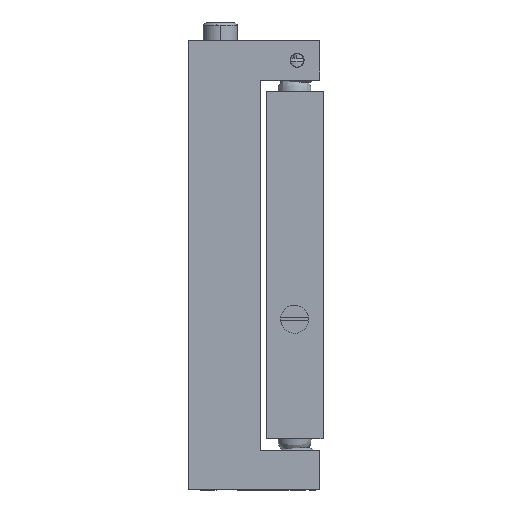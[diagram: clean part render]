
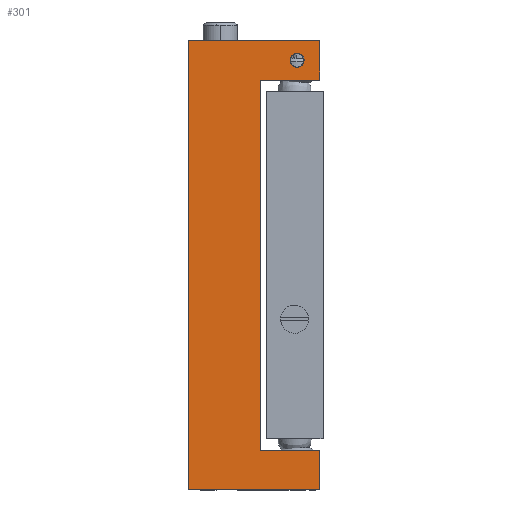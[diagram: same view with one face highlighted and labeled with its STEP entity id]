
A CAD part, left-side view. The second image highlights one B-rep face of the part: STEP entity #301.
In plain terms, the highlighted planar face has unit normal (-1, 0, 0).
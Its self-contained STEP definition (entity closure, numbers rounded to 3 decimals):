
#107=FACE_BOUND('',#1184,.T.);
#301=ADVANCED_FACE('',(#729,#107),#6651,.T.);
#729=FACE_OUTER_BOUND('',#1183,.T.);
#1183=EDGE_LOOP('',(#2358,#2359,#2360,#2361,#2362,#2363,#2364,#2365));
#1184=EDGE_LOOP('',(#2366,#2367,#2368));
#2358=ORIENTED_EDGE('',*,*,#4048,.F.);
#2359=ORIENTED_EDGE('',*,*,#4095,.F.);
#2360=ORIENTED_EDGE('',*,*,#4101,.F.);
#2361=ORIENTED_EDGE('',*,*,#4123,.F.);
#2362=ORIENTED_EDGE('',*,*,#4031,.F.);
#2363=ORIENTED_EDGE('',*,*,#4127,.T.);
#2364=ORIENTED_EDGE('',*,*,#4092,.F.);
#2365=ORIENTED_EDGE('',*,*,#4086,.F.);
#2366=ORIENTED_EDGE('',*,*,#4059,.F.);
#2367=ORIENTED_EDGE('',*,*,#4070,.F.);
#2368=ORIENTED_EDGE('',*,*,#4060,.F.);
#4031=EDGE_CURVE('',#6121,#6122,#4901,.T.);
#4048=EDGE_CURVE('',#6131,#6132,#4909,.T.);
#4059=EDGE_CURVE('',#6138,#6139,#5287,.T.);
#4060=EDGE_CURVE('',#6139,#6140,#5288,.T.);
#4070=EDGE_CURVE('',#6140,#6138,#5293,.T.);
#4086=EDGE_CURVE('',#6132,#6157,#4921,.T.);
#4092=EDGE_CURVE('',#6157,#6159,#4926,.T.);
#4095=EDGE_CURVE('',#6162,#6131,#4929,.T.);
#4101=EDGE_CURVE('',#6164,#6162,#4931,.T.);
#4123=EDGE_CURVE('',#6122,#6164,#4943,.T.);
#4127=EDGE_CURVE('',#6121,#6159,#4944,.T.);
#4901=B_SPLINE_CURVE_WITH_KNOTS('',1,(#10219,#10220),.UNSPECIFIED.,.F.,
 .F.,(2,2),(0.,79.),.UNSPECIFIED.);
#4909=B_SPLINE_CURVE_WITH_KNOTS('',1,(#10272,#10273),.UNSPECIFIED.,.F.,
 .F.,(2,2),(-65.,0.),.UNSPECIFIED.);
#4921=B_SPLINE_CURVE_WITH_KNOTS('',1,(#10407,#10408),.UNSPECIFIED.,.F.,
 .F.,(2,2),(0.,10.5),.UNSPECIFIED.);
#4926=B_SPLINE_CURVE_WITH_KNOTS('',1,(#10422,#10423),.UNSPECIFIED.,.F.,
 .F.,(2,2),(0.,7.),.UNSPECIFIED.);
#4929=B_SPLINE_CURVE_WITH_KNOTS('',1,(#10428,#10429),.UNSPECIFIED.,.F.,
 .F.,(2,2),(-10.5,0.),.UNSPECIFIED.);
#4931=B_SPLINE_CURVE_WITH_KNOTS('',1,(#10444,#10445),.UNSPECIFIED.,.F.,
 .F.,(2,2),(0.,7.),.UNSPECIFIED.);
#4943=B_SPLINE_CURVE_WITH_KNOTS('',1,(#10536,#10537),.UNSPECIFIED.,.F.,
 .F.,(2,2),(-23.,0.),.UNSPECIFIED.);
#4944=B_SPLINE_CURVE_WITH_KNOTS('',1,(#10547,#10548),.UNSPECIFIED.,.F.,
 .F.,(2,2),(-23.,0.),.UNSPECIFIED.);
#5287=(
BOUNDED_CURVE()
B_SPLINE_CURVE(2,(#10312,#10313,#10314),.UNSPECIFIED.,.F.,.F.)
B_SPLINE_CURVE_WITH_KNOTS((3,3),(-1.931,0.),.UNSPECIFIED.)
CURVE()
GEOMETRIC_REPRESENTATION_ITEM()
RATIONAL_B_SPLINE_CURVE((1.,0.707,1.))
REPRESENTATION_ITEM('')
);
#5288=(
BOUNDED_CURVE()
B_SPLINE_CURVE(2,(#10315,#10316,#10317,#10318,#10319),.UNSPECIFIED.,.F.,
 .F.)
B_SPLINE_CURVE_WITH_KNOTS((3,2,3),(-3.863,-1.931,
0.),.UNSPECIFIED.)
CURVE()
GEOMETRIC_REPRESENTATION_ITEM()
RATIONAL_B_SPLINE_CURVE((1.,0.707,1.,0.707,1.))
REPRESENTATION_ITEM('')
);
#5293=(
BOUNDED_CURVE()
B_SPLINE_CURVE(2,(#10356,#10357,#10358),.UNSPECIFIED.,.F.,.F.)
B_SPLINE_CURVE_WITH_KNOTS((3,3),(-3.863,-1.931),
 .UNSPECIFIED.)
CURVE()
GEOMETRIC_REPRESENTATION_ITEM()
RATIONAL_B_SPLINE_CURVE((1.,0.707,1.))
REPRESENTATION_ITEM('')
);
#6121=VERTEX_POINT('',#9590);
#6122=VERTEX_POINT('',#9591);
#6131=VERTEX_POINT('',#9600);
#6132=VERTEX_POINT('',#9601);
#6138=VERTEX_POINT('',#9607);
#6139=VERTEX_POINT('',#9608);
#6140=VERTEX_POINT('',#9609);
#6157=VERTEX_POINT('',#9626);
#6159=VERTEX_POINT('',#9628);
#6162=VERTEX_POINT('',#9631);
#6164=VERTEX_POINT('',#9633);
#6651=PLANE('',#7099);
#7099=AXIS2_PLACEMENT_3D('',#9441,#7256,$);
#7256=DIRECTION('',(-1.,0.,0.));
#9441=CARTESIAN_POINT('',(-28.,14.31,87.511));
#9590=CARTESIAN_POINT('',(-28.,11.89,0.491));
#9591=CARTESIAN_POINT('',(-28.,11.89,79.491));
#9600=CARTESIAN_POINT('',(-28.,-0.61,72.491));
#9601=CARTESIAN_POINT('',(-28.,-0.61,7.491));
#9607=CARTESIAN_POINT('',(-28.,-7.11,74.762));
#9608=CARTESIAN_POINT('',(-28.,-8.339,75.991));
#9609=CARTESIAN_POINT('',(-28.,-5.88,75.991));
#9626=CARTESIAN_POINT('',(-28.,-11.11,7.491));
#9628=CARTESIAN_POINT('',(-28.,-11.11,0.491));
#9631=CARTESIAN_POINT('',(-28.,-11.11,72.491));
#9633=CARTESIAN_POINT('',(-28.,-11.11,79.491));
#10219=CARTESIAN_POINT('',(-28.,11.89,0.491));
#10220=CARTESIAN_POINT('',(-28.,11.89,79.491));
#10272=CARTESIAN_POINT('',(-28.,-0.61,72.491));
#10273=CARTESIAN_POINT('',(-28.,-0.61,7.491));
#10312=CARTESIAN_POINT('',(-28.,-7.11,74.762));
#10313=CARTESIAN_POINT('',(-28.,-8.339,74.762));
#10314=CARTESIAN_POINT('',(-28.,-8.339,75.991));
#10315=CARTESIAN_POINT('',(-28.,-8.339,75.991));
#10316=CARTESIAN_POINT('',(-28.,-8.339,77.221));
#10317=CARTESIAN_POINT('',(-28.,-7.11,77.221));
#10318=CARTESIAN_POINT('',(-28.,-5.88,77.221));
#10319=CARTESIAN_POINT('',(-28.,-5.88,75.991));
#10356=CARTESIAN_POINT('',(-28.,-5.88,75.991));
#10357=CARTESIAN_POINT('',(-28.,-5.88,74.762));
#10358=CARTESIAN_POINT('',(-28.,-7.11,74.762));
#10407=CARTESIAN_POINT('',(-28.,-0.61,7.491));
#10408=CARTESIAN_POINT('',(-28.,-11.11,7.491));
#10422=CARTESIAN_POINT('',(-28.,-11.11,7.491));
#10423=CARTESIAN_POINT('',(-28.,-11.11,0.491));
#10428=CARTESIAN_POINT('',(-28.,-11.11,72.491));
#10429=CARTESIAN_POINT('',(-28.,-0.61,72.491));
#10444=CARTESIAN_POINT('',(-28.,-11.11,79.491));
#10445=CARTESIAN_POINT('',(-28.,-11.11,72.491));
#10536=CARTESIAN_POINT('',(-28.,11.89,79.491));
#10537=CARTESIAN_POINT('',(-28.,-11.11,79.491));
#10547=CARTESIAN_POINT('',(-28.,11.89,0.491));
#10548=CARTESIAN_POINT('',(-28.,-11.11,0.491));
